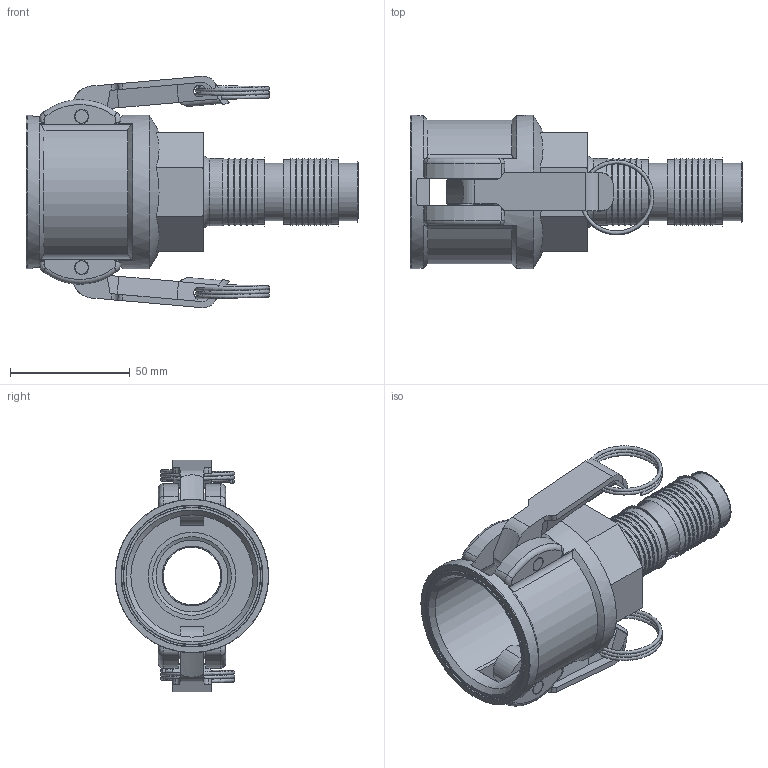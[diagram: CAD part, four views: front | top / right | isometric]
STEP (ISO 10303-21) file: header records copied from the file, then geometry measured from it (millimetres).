
FILE_DESCRIPTION(/* description */ (''),/* implementation_level */ '2;1');
FILE_NAME(/* name */ 'mst_35_25_r_n.stp',/* time_stamp */ '2020-04-28T11:03:45+02:00',/* author */ ('ertl'),/* organization */ (''),/* preprocessor_version */ 'ST-DEVELOPER v17',/* originating_system */ 'Autodesk Inventor 2018',/* authorisation */ '0 mm^3');
FILE_SCHEMA (('AUTOMOTIVE_DESIGN { 1 0 10303 214 3 1 1 }'));
Length unit declared in the file: millimetre
Products named in the file (1): mst_35_25_r_n
Bounding box: 138.5 x 64 x 96.47 mm (x, y, z)
Volume: 123684.7 mm3; surface area: 54241.9 mm2
Topology: 3 solids, 3 shells, 252 faces, 694 edges, 469 vertices
Faces by surface type: plane 106, cylinder 88, cone 40, bspline 10, torus 8
Full cylindrical faces by diameter (mm): 5 x2, 6 x6, 6.5 x2, 24 x1, 27 x14, 28 x1, 30 x1, 33.249 x1, 36.5 x1, 51 x1, 53.5 x1, 54 x1, 64 x2
Entity records: 9872 total; most frequent: CARTESIAN_POINT 3010, DIRECTION 1399, ORIENTED_EDGE 1388, EDGE_CURVE 694, AXIS2_PLACEMENT_3D 559, VERTEX_POINT 469, EDGE_LOOP 295, LINE 281
